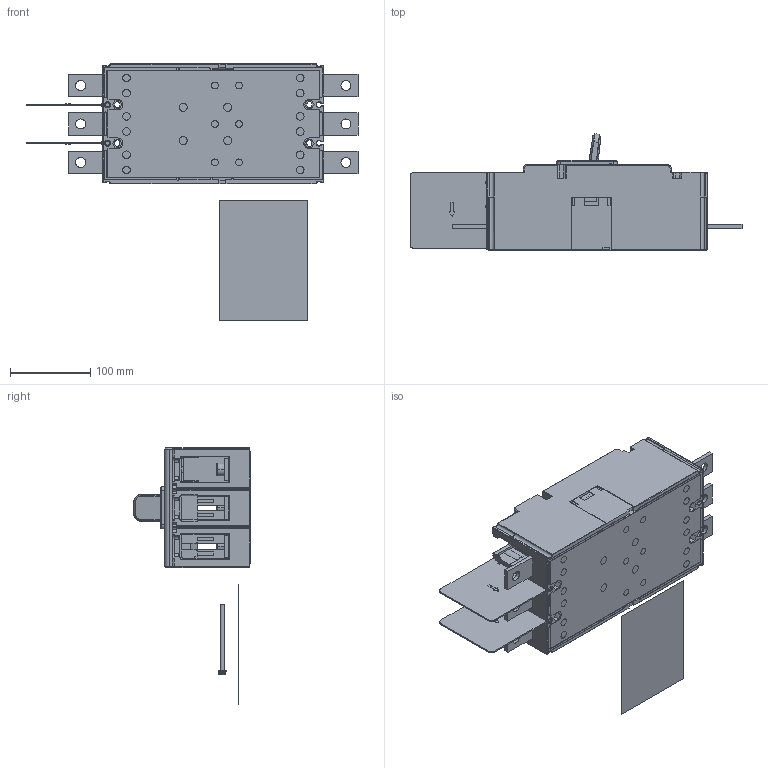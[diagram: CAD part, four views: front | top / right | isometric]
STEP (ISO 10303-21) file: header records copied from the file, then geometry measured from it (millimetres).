
FILE_DESCRIPTION((''),'2;1');
FILE_NAME('2253055800_SW0001','2024-09-29T',('youjie.zhu'),(''),'PRO/ENGINEER BY PARAMETRIC TECHNOLOGY CORPORATION, 2015440','PRO/ENGINEER BY PARAMETRIC TECHNOLOGY CORPORATION, 2015440','');
FILE_SCHEMA(('CONFIG_CONTROL_DESIGN'));
Products named in the file (1): 2253055800_SW0001
Bounding box: 414.7 x 145.28 x 320 mm (x, y, z)
Volume: 1430577.7 mm3; surface area: 624596.5 mm2
Topology: 13 solids, 13 shells, 5806 faces, 15203 edges, 9795 vertices
Faces by surface type: plane 3438, extrusion 1032, cylinder 952, torus 138, cone 122, sphere 71, bspline 53
Entity records: 196637 total; most frequent: CARTESIAN_POINT 56673, ORIENTED_EDGE 30364, DIRECTION 25606, EDGE_CURVE 15182, VECTOR 11528, LINE 10496, VERTEX_POINT 9795, AXIS2_PLACEMENT_3D 7039
